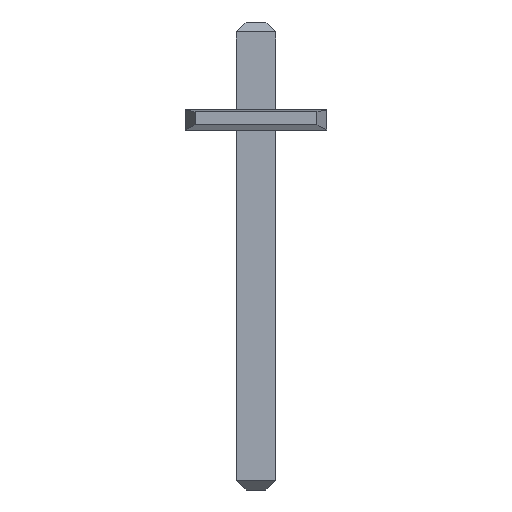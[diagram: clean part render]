
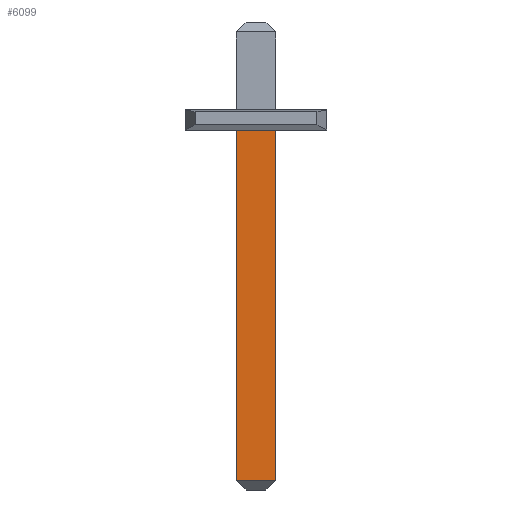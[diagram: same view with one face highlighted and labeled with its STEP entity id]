
A CAD part, left-side view. The second image highlights one B-rep face of the part: STEP entity #6099.
In plain terms, the highlighted planar face has unit normal (-1, 0, 0).
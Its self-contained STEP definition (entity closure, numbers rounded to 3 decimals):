
#6099=ADVANCED_FACE('',(#6105),#6100,.F.);
#6100=PLANE('',#6101);
#6101=AXIS2_PLACEMENT_3D('',#6102,#6103,#6104);
#6102=CARTESIAN_POINT('Origin',(-0.279,0.279,-4.94));
#6103=DIRECTION('center_axis',(1.0,0.0,0.0));
#6104=DIRECTION('ref_axis',(0.,0.,1.));
#6105=FACE_OUTER_BOUND('',#6106,.T.);
#6106=EDGE_LOOP('',(#6107,#6117,#6127,#6137));
#6107=ORIENTED_EDGE('',*,*,#6108,.F.);
#6108=EDGE_CURVE('',#6109,#6111,#6113,.T.);
#6109=VERTEX_POINT('',#6110);
#6110=CARTESIAN_POINT('',(-0.279,-0.279,-4.94));
#6111=VERTEX_POINT('',#6112);
#6112=CARTESIAN_POINT('',(-0.279,0.279,-4.94));
#6113=LINE('',#6114,#6115);
#6114=CARTESIAN_POINT('',(-0.279,-0.279,-4.94));
#6115=VECTOR('',#6116,0.559);
#6116=DIRECTION('',(0.0,1.0,0.0));
#6117=ORIENTED_EDGE('',*,*,#6118,.F.);
#6118=EDGE_CURVE('',#6119,#6121,#6123,.T.);
#6119=VERTEX_POINT('',#6120);
#6120=CARTESIAN_POINT('',(-0.279,-0.279,0.0));
#6121=VERTEX_POINT('',#6110);
#6123=LINE('',#6124,#6125);
#6124=CARTESIAN_POINT('',(-0.279,-0.279,0.0));
#6125=VECTOR('',#6126,4.94);
#6126=DIRECTION('',(0.0,0.0,-1.0));
#6127=ORIENTED_EDGE('',*,*,#6128,.F.);
#6128=EDGE_CURVE('',#6129,#6131,#6133,.T.);
#6129=VERTEX_POINT('',#6130);
#6130=CARTESIAN_POINT('',(-0.279,0.279,0.0));
#6131=VERTEX_POINT('',#6120);
#6133=LINE('',#6134,#6135);
#6134=CARTESIAN_POINT('',(-0.279,0.279,0.0));
#6135=VECTOR('',#6136,0.559);
#6136=DIRECTION('',(0.0,-1.0,0.0));
#6137=ORIENTED_EDGE('',*,*,#6138,.F.);
#6138=EDGE_CURVE('',#6139,#6141,#6143,.T.);
#6139=VERTEX_POINT('',#6112);
#6141=VERTEX_POINT('',#6130);
#6143=LINE('',#6144,#6145);
#6144=CARTESIAN_POINT('',(-0.279,0.279,-4.94));
#6145=VECTOR('',#6146,4.94);
#6146=DIRECTION('',(0.0,0.0,1.0));
